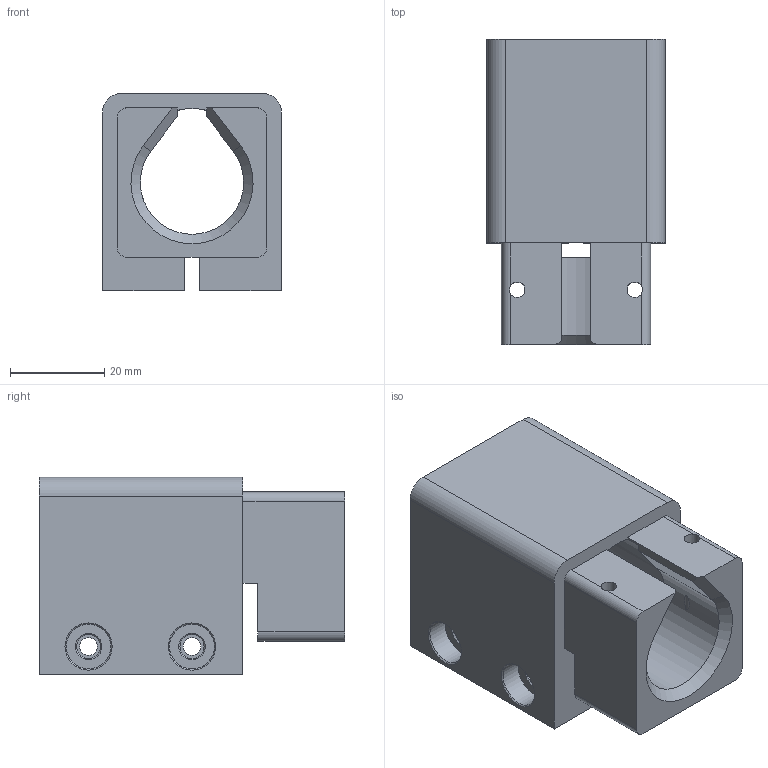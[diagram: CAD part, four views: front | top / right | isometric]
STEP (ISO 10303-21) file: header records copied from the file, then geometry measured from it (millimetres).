
FILE_DESCRIPTION(/* description */ ('STEP AP214'),/* implementation_level */ '2;1');
FILE_NAME(/* name */ '66957d5fb3d6787b3fd14086',/* time_stamp */ '2024-07-15T19:49:51Z',/* author */ (''),/* organization */ (''),/* preprocessor_version */ 'ST-DEVELOPER v20',/* originating_system */ ' ',/* authorisation */ ' ');
FILE_SCHEMA (('AUTOMOTIVE_DESIGN {1 0 10303 214 3 1 1}'));
Length unit declared in the file: metre
Products named in the file (1): Stator_Fixation_SSCP
Bounding box: 38 x 65 x 42 mm (x, y, z)
Volume: 49602.1 mm3; surface area: 19331.7 mm2
Topology: 1 solids, 1 shells, 48 faces, 145 edges, 96 vertices
Faces by surface type: plane 26, cylinder 17, cone 5
Full cylindrical faces by diameter (mm): 3.3 x2, 3.8 x2, 5.11 x2, 9.53 x2
Entity records: 1624 total; most frequent: CARTESIAN_POINT 325, DIRECTION 258, ORIENTED_EDGE 254, EDGE_CURVE 127, VERTEX_POINT 90, AXIS2_PLACEMENT_3D 89, LINE 80, VECTOR 80
